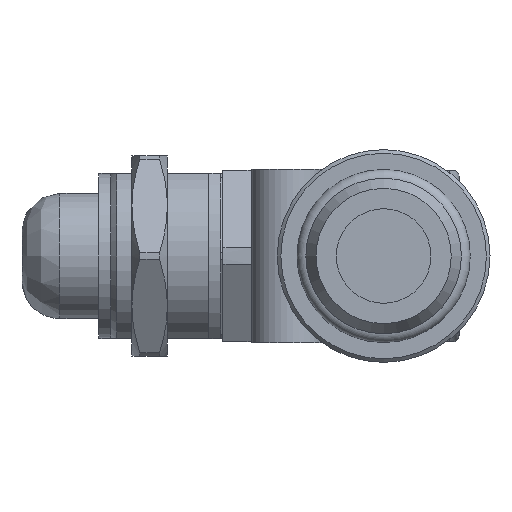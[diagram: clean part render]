
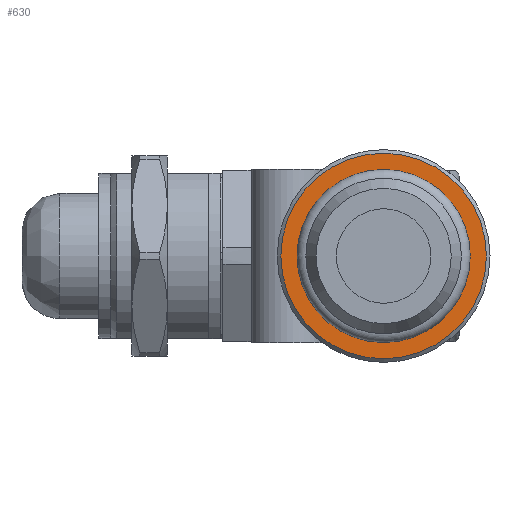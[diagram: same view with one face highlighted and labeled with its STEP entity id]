
A CAD part, left-side view. The second image highlights one B-rep face of the part: STEP entity #630.
In plain terms, the highlighted planar face has unit normal (-1, 0, 0).
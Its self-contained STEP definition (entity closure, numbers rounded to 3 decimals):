
#630 = ADVANCED_FACE( '', ( #1298, #1299 ), #1300, .F. );
#1298 = FACE_OUTER_BOUND( '', #1995, .T. );
#1299 = FACE_BOUND( '', #1996, .T. );
#1300 = PLANE( '', #1997 );
#1995 = EDGE_LOOP( '', ( #3423 ) );
#1996 = EDGE_LOOP( '', ( #3424 ) );
#1997 = AXIS2_PLACEMENT_3D( '', #3425, #3426, #3427 );
#3423 = ORIENTED_EDGE( '', *, *, #3941, .F. );
#3424 = ORIENTED_EDGE( '', *, *, #4131, .T. );
#3425 = CARTESIAN_POINT( '', ( 0., 6.44, 0. ) );
#3426 = DIRECTION( '', ( 1., 0., 0. ) );
#3427 = DIRECTION( '', ( 0., 0., -1. ) );
#3941 = EDGE_CURVE( '', #4732, #4732, #4733, .T. );
#4131 = EDGE_CURVE( '', #4992, #4992, #4993, .T. );
#4732 = VERTEX_POINT( '', #6208 );
#4733 = CIRCLE( '', #6209, 8.7 );
#4992 = VERTEX_POINT( '', #6773 );
#4993 = CIRCLE( '', #6774, 6.44 );
#6208 = CARTESIAN_POINT( '', ( 0., 0., -8.7 ) );
#6209 = AXIS2_PLACEMENT_3D( '', #7361, #7362, #7363 );
#6773 = CARTESIAN_POINT( '', ( 0., 0., -6.44 ) );
#6774 = AXIS2_PLACEMENT_3D( '', #7561, #7562, #7563 );
#7361 = CARTESIAN_POINT( '', ( 0., 0., 0. ) );
#7362 = DIRECTION( '', ( 1., 0., 0. ) );
#7363 = DIRECTION( '', ( 0., 0., -1. ) );
#7561 = CARTESIAN_POINT( '', ( 0., 0., 0. ) );
#7562 = DIRECTION( '', ( 1., 0., 0. ) );
#7563 = DIRECTION( '', ( 0., 0., -1. ) );
